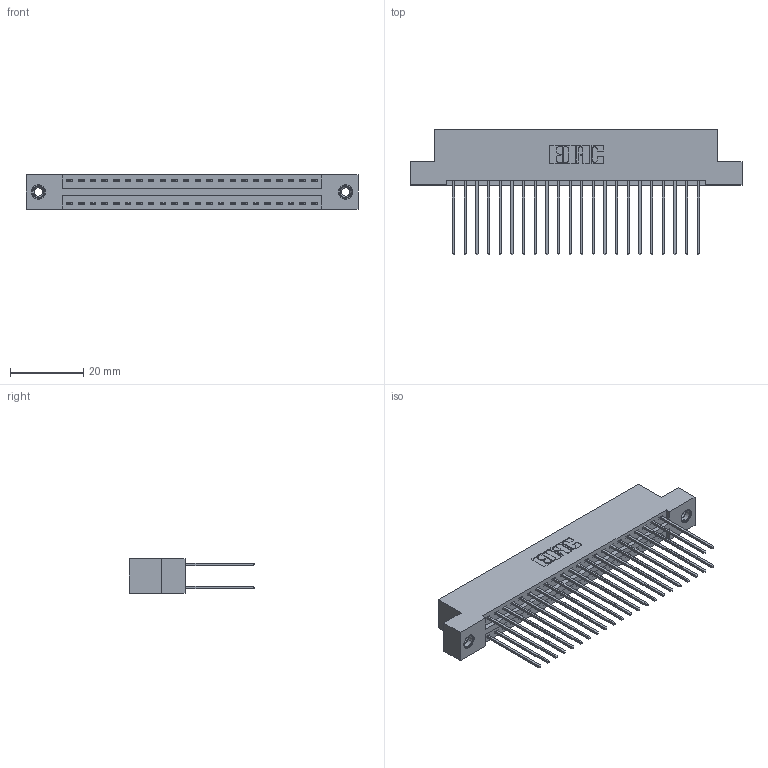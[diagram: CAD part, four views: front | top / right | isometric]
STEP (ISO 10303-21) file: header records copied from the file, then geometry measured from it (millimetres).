
FILE_DESCRIPTION (( 'STEP AP203' ), '1' );
FILE_NAME ('346-044-541-208.STEP', '2022-05-20T07:23:54', ( '' ), ( '' ), 'SwSTEP 2.0', 'SolidWorks 2020', '' );
FILE_SCHEMA (( 'CONFIG_CONTROL_DESIGN' ));
Length unit declared in the file: inch
Products named in the file (4): 346-044-541-208; 345-292-001_345-293-141; 346 Part_Flush Mounting Lugs - 0.156 Dia-TI; 345-250-001_345-250-003-102
Assembly tree (47 placements, depth 2):
  346-044-541-208
    346 Part_Flush Mounting Lugs - 0.156 Dia-TI
    345-292-001_345-293-141  x44
    345-250-001_345-250-003-102  x2
Bounding box: 90.42 x 34.29 x 9.4 mm (x, y, z)
Volume: 8908 mm3; surface area: 13161 mm2
Topology: 47 solids, 47 shells, 2470 faces, 7285 edges, 4790 vertices
Faces by surface type: plane 1648, cylinder 806, cone 12, torus 4
Entity records: 18254 total; most frequent: CARTESIAN_POINT 3019, ORIENTED_EDGE 2946, DIRECTION 2739, EDGE_CURVE 1473, VECTOR 1233, LINE 1233, VERTEX_POINT 976, AXIS2_PLACEMENT_3D 753
